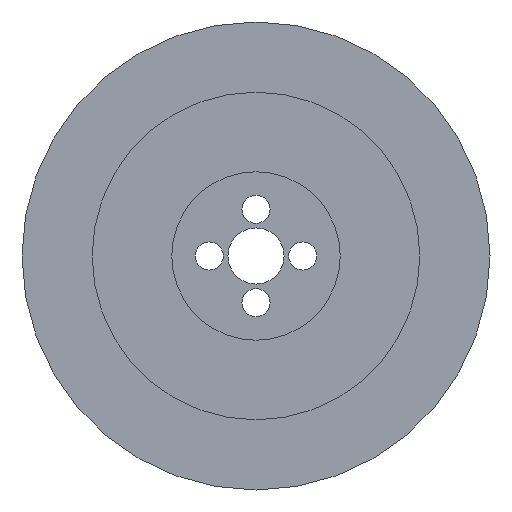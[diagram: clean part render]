
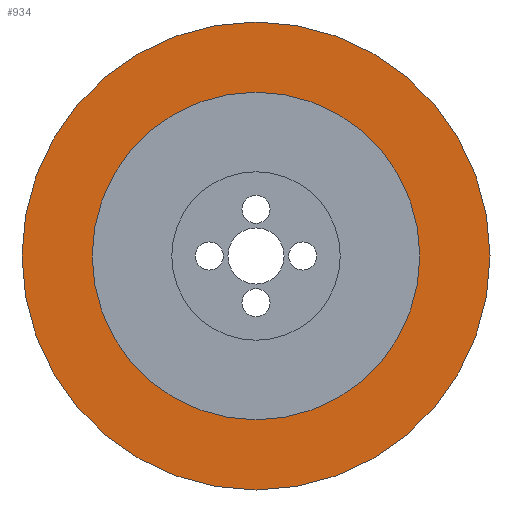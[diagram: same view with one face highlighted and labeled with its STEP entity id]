
A CAD part, front view. The second image highlights one B-rep face of the part: STEP entity #934.
In plain terms, the highlighted planar face has unit normal (0, -1, 0).
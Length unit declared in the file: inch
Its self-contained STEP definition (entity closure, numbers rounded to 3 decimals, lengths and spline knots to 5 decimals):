
#13 = EDGE_CURVE ( 'NONE', #694, #825, #955, .T. ) ;
#31 = CARTESIAN_POINT ( 'NONE',  ( 0., 0., 1.25 ) ) ;
#76 = DIRECTION ( 'NONE',  ( 0., 0., -1. ) ) ;
#77 = DIRECTION ( 'NONE',  ( 0., 1., 0. ) ) ;
#80 = AXIS2_PLACEMENT_3D ( 'NONE', #886, #419, #960 ) ;
#96 = FACE_OUTER_BOUND ( 'NONE', #525, .T. ) ;
#165 = DIRECTION ( 'NONE',  ( 0., 0., 1. ) ) ;
#175 = AXIS2_PLACEMENT_3D ( 'NONE', #845, #77, #165 ) ;
#275 = AXIS2_PLACEMENT_3D ( 'NONE', #914, #376, #76 ) ;
#303 = AXIS2_PLACEMENT_3D ( 'NONE', #348, #586, #662 ) ;
#305 = ORIENTED_EDGE ( 'NONE', *, *, #457, .F. ) ;
#322 = ORIENTED_EDGE ( 'NONE', *, *, #13, .F. ) ;
#332 = VERTEX_POINT ( 'NONE', #672 ) ;
#348 = CARTESIAN_POINT ( 'NONE',  ( 0., 0., 0. ) ) ;
#353 = CARTESIAN_POINT ( 'NONE',  ( 0., 0., 0.875 ) ) ;
#363 = EDGE_CURVE ( 'NONE', #692, #332, #682, .T. ) ;
#376 = DIRECTION ( 'NONE',  ( 0., -1., 0. ) ) ;
#403 = DIRECTION ( 'NONE',  ( 0., 0., 1. ) ) ;
#419 = DIRECTION ( 'NONE',  ( 0., 1., 0. ) ) ;
#444 = FACE_BOUND ( 'NONE', #608, .T. ) ;
#457 = EDGE_CURVE ( 'NONE', #332, #692, #571, .T. ) ;
#525 = EDGE_LOOP ( 'NONE', ( #305, #887 ) ) ;
#571 = CIRCLE ( 'NONE', #175, 1.25 ) ;
#583 = CARTESIAN_POINT ( 'NONE',  ( 0., 0., -0.875 ) ) ;
#586 = DIRECTION ( 'NONE',  ( 0., -1., 0. ) ) ;
#608 = EDGE_LOOP ( 'NONE', ( #322, #948 ) ) ;
#646 = AXIS2_PLACEMENT_3D ( 'NONE', #748, #790, #403 ) ;
#662 = DIRECTION ( 'NONE',  ( 0., 0., -1. ) ) ;
#672 = CARTESIAN_POINT ( 'NONE',  ( 0., 0., -1.25 ) ) ;
#682 = CIRCLE ( 'NONE', #80, 1.25 ) ;
#692 = VERTEX_POINT ( 'NONE', #31 ) ;
#694 = VERTEX_POINT ( 'NONE', #583 ) ;
#695 = EDGE_CURVE ( 'NONE', #825, #694, #699, .T. ) ;
#699 = CIRCLE ( 'NONE', #275, 0.875 ) ;
#748 = CARTESIAN_POINT ( 'NONE',  ( 0., 0., 0. ) ) ;
#790 = DIRECTION ( 'NONE',  ( 0., 1., 0. ) ) ;
#825 = VERTEX_POINT ( 'NONE', #353 ) ;
#845 = CARTESIAN_POINT ( 'NONE',  ( 0., 0., 0. ) ) ;
#886 = CARTESIAN_POINT ( 'NONE',  ( 0., 0., 0. ) ) ;
#887 = ORIENTED_EDGE ( 'NONE', *, *, #363, .F. ) ;
#906 = PLANE ( 'NONE',  #646 ) ;
#914 = CARTESIAN_POINT ( 'NONE',  ( 0., 0., 0. ) ) ;
#934 = ADVANCED_FACE ( 'NONE', ( #444, #96 ), #906, .F. ) ;
#948 = ORIENTED_EDGE ( 'NONE', *, *, #695, .F. ) ;
#955 = CIRCLE ( 'NONE', #303, 0.875 ) ;
#960 = DIRECTION ( 'NONE',  ( 0., 0., 1. ) ) ;
